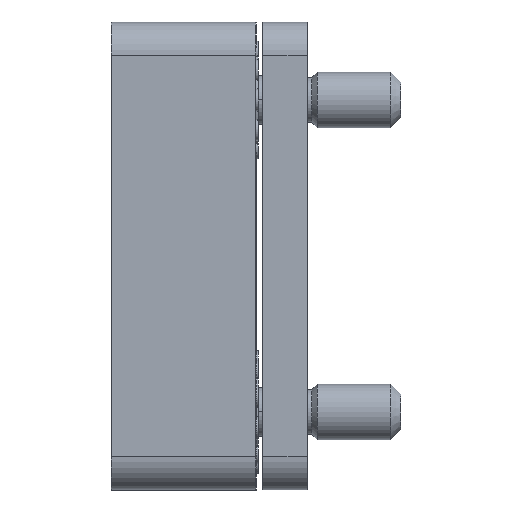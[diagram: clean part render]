
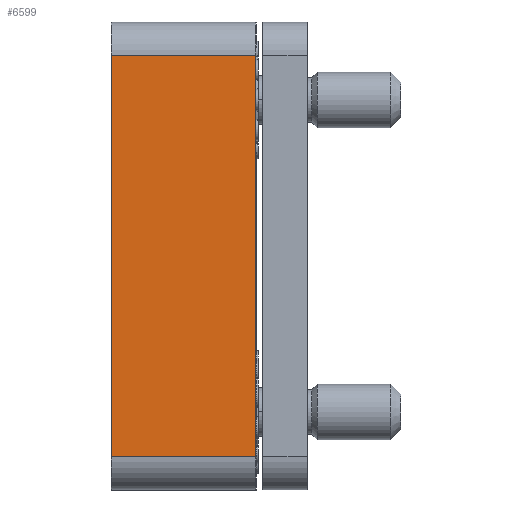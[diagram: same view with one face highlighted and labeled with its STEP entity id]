
A CAD part, left-side view. The second image highlights one B-rep face of the part: STEP entity #6599.
In plain terms, the highlighted planar face has unit normal (-1, 0, 0).
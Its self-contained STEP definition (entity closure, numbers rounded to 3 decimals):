
#51 = DIRECTION ( 'NONE',  ( 0., 1., 0. ) ) ;
#417 = AXIS2_PLACEMENT_3D ( 'NONE', #6877, #7517, #51 ) ;
#457 = EDGE_CURVE ( 'Defeature ausgef�hrt2_1+Defeature ausgef�hrt2_9+Defeature ausgef�hrt2_6+Defeature ausgef�hrt2_5', #7538, #7510, #4454, .T. ) ;
#770 = LINE ( 'NONE', #7521, #5172 ) ;
#982 = FACE_OUTER_BOUND ( 'NONE', #5069, .T. ) ;
#1439 = CARTESIAN_POINT ( 'NONE',  ( -5.75, 6.5, -9. ) ) ;
#1580 = EDGE_CURVE ( 'Defeature ausgef�hrt2_1+Defeature ausgef�hrt2_6+Defeature ausgef�hrt2_7+Defeature ausgef�hrt2_9', #1827, #7538, #4228, .T. ) ;
#1827 = VERTEX_POINT ( 'NONE', #5668 ) ;
#2064 = ORIENTED_EDGE ( 'NONE', *, *, #7971, .F. ) ;
#2069 = DIRECTION ( 'NONE',  ( 0., -1., 0. ) ) ;
#2299 = CARTESIAN_POINT ( 'NONE',  ( -5.75, 0., -10.5 ) ) ;
#2564 = ORIENTED_EDGE ( 'NONE', *, *, #457, .T. ) ;
#2870 = VECTOR ( 'NONE', #2971, 1000. ) ;
#2971 = DIRECTION ( 'NONE',  ( 0., 0., 1. ) ) ;
#3034 = DIRECTION ( 'NONE',  ( 0., 1., 0. ) ) ;
#3414 = VERTEX_POINT ( 'NONE', #4420 ) ;
#3420 = LINE ( 'NONE', #1439, #6919 ) ;
#3722 = PLANE ( 'NONE',  #417 ) ;
#4228 = LINE ( 'NONE', #2299, #2870 ) ;
#4250 = DIRECTION ( 'NONE',  ( 0., 0., 1. ) ) ;
#4281 = CARTESIAN_POINT ( 'NONE',  ( -5.75, 6.5, 9. ) ) ;
#4420 = CARTESIAN_POINT ( 'NONE',  ( -5.75, 6.5, -9. ) ) ;
#4454 = LINE ( 'NONE', #4281, #6299 ) ;
#5069 = EDGE_LOOP ( 'NONE', ( #2064, #7702, #6861, #2564 ) ) ;
#5172 = VECTOR ( 'NONE', #4250, 1000. ) ;
#5668 = CARTESIAN_POINT ( 'NONE',  ( -5.75, 0., -9. ) ) ;
#6299 = VECTOR ( 'NONE', #3034, 1000. ) ;
#6542 = CARTESIAN_POINT ( 'NONE',  ( -5.75, 6.5, 9. ) ) ;
#6599 = ADVANCED_FACE ( 'Defeature ausgef�hrt2_1', ( #982 ), #3722, .F. ) ;
#6861 = ORIENTED_EDGE ( 'NONE', *, *, #1580, .T. ) ;
#6877 = CARTESIAN_POINT ( 'NONE',  ( -5.75, 6.5, -10.5 ) ) ;
#6919 = VECTOR ( 'NONE', #2069, 1000. ) ;
#7334 = EDGE_CURVE ( 'Defeature ausgef�hrt2_1+Defeature ausgef�hrt2_7+Defeature ausgef�hrt2_5+Defeature ausgef�hrt2_6', #3414, #1827, #3420, .T. ) ;
#7510 = VERTEX_POINT ( 'NONE', #6542 ) ;
#7517 = DIRECTION ( 'NONE',  ( 1., 0., 0. ) ) ;
#7521 = CARTESIAN_POINT ( 'NONE',  ( -5.75, 6.5, -10.5 ) ) ;
#7538 = VERTEX_POINT ( 'NONE', #7779 ) ;
#7702 = ORIENTED_EDGE ( 'NONE', *, *, #7334, .T. ) ;
#7779 = CARTESIAN_POINT ( 'NONE',  ( -5.75, 0., 9. ) ) ;
#7971 = EDGE_CURVE ( 'Defeature ausgef�hrt2_5+Defeature ausgef�hrt2_1+Defeature ausgef�hrt2_7+Defeature ausgef�hrt2_9', #3414, #7510, #770, .T. ) ;
